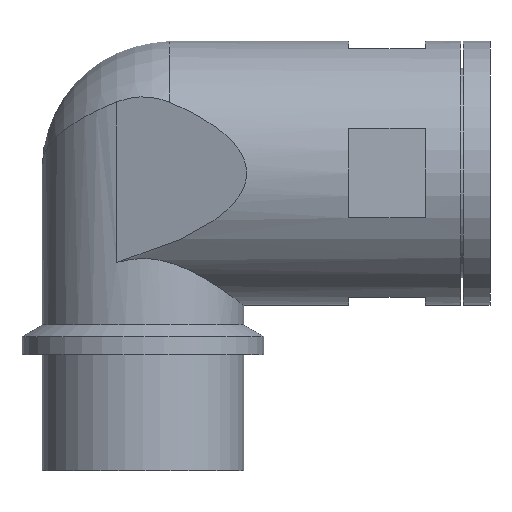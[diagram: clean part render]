
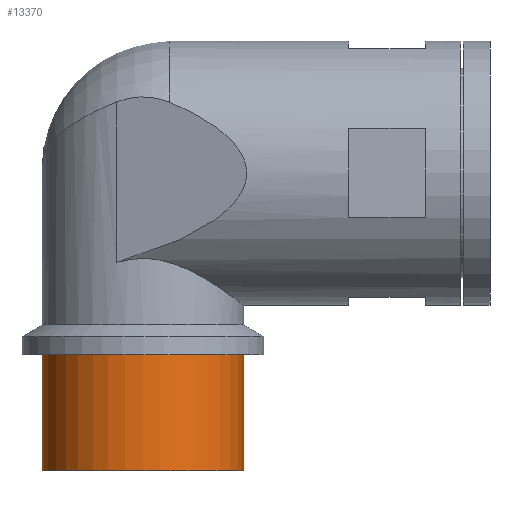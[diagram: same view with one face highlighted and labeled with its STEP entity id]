
A CAD part, front view. The second image highlights one B-rep face of the part: STEP entity #13370.
In plain terms, the highlighted cylindrical face has radius 11.25 mm (diameter 22.5 mm), a partial arc.
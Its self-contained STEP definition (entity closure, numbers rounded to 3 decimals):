
#10960=CARTESIAN_POINT('',(38.75,33.25,0.));
#10970=DIRECTION('',(0.,-1.,0.));
#10980=DIRECTION('',(-1.,0.,0.));
#10990=AXIS2_PLACEMENT_3D('',#10960,#10970,#10980);
#11000=CIRCLE('',#10990,11.25);
#11010=CARTESIAN_POINT('',(27.5,33.25,0.));
#11020=VERTEX_POINT('',#11010);
#11030=CARTESIAN_POINT('',(50.,33.25,0.));
#11040=VERTEX_POINT('',#11030);
#11070=EDGE_CURVE('',#11040,#11020,#11000,.T.);
#12030=CARTESIAN_POINT('',(38.75,20.25,0.));
#12040=DIRECTION('',(0.,1.,0.));
#12050=DIRECTION('',(1.,0.,0.));
#12060=AXIS2_PLACEMENT_3D('',#12030,#12040,#12050);
#12070=CIRCLE('',#12060,11.25);
#12080=CARTESIAN_POINT('',(50.,20.25,0.));
#12090=VERTEX_POINT('',#12080);
#12100=CARTESIAN_POINT('',(27.5,20.25,0.));
#12110=VERTEX_POINT('',#12100);
#12140=EDGE_CURVE('',#12110,#12090,#12070,.T.);
#13160=CARTESIAN_POINT('',(38.75,26.415,0.));
#13170=DIRECTION('',(0.,-1.,0.));
#13180=DIRECTION('',(-1.,0.,0.));
#13190=AXIS2_PLACEMENT_3D('',#13160,#13170,#13180);
#13200=CYLINDRICAL_SURFACE('',#13190,11.25);
#13210=CARTESIAN_POINT('',(50.,26.415,0.));
#13220=DIRECTION('',(0.,-1.,0.));
#13230=VECTOR('',#13220,1.);
#13240=LINE('',#13210,#13230);
#13250=EDGE_CURVE('',#11040,#12090,#13240,.T.);
#13260=ORIENTED_EDGE('',*,*,#13250,.F.);
#13270=ORIENTED_EDGE('',*,*,#12140,.T.);
#13280=CARTESIAN_POINT('',(27.5,26.415,0.));
#13290=DIRECTION('',(0.,-1.,0.));
#13300=VECTOR('',#13290,1.);
#13310=LINE('',#13280,#13300);
#13320=EDGE_CURVE('',#11020,#12110,#13310,.T.);
#13330=ORIENTED_EDGE('',*,*,#13320,.T.);
#13340=ORIENTED_EDGE('',*,*,#11070,.T.);
#13350=EDGE_LOOP('',(#13340,#13330,#13270,#13260));
#13360=FACE_OUTER_BOUND('',#13350,.T.);
#13370=ADVANCED_FACE('',(#13360),#13200,.T.);
